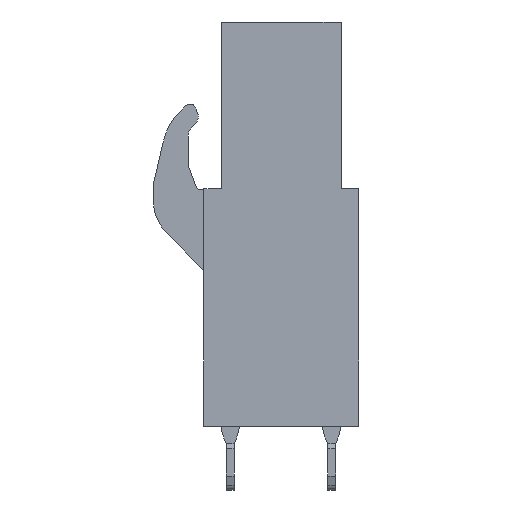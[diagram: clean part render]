
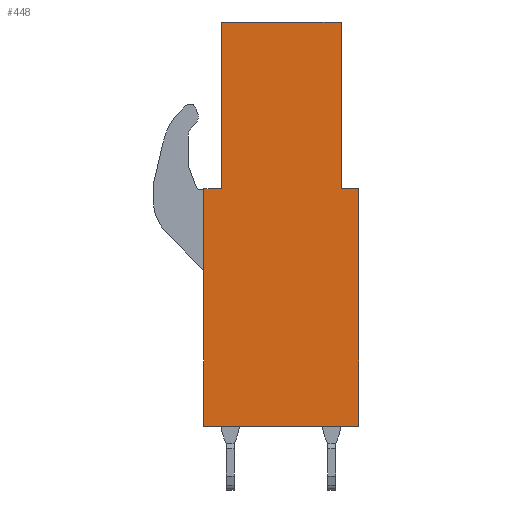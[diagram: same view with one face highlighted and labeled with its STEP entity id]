
A CAD part, left-side view. The second image highlights one B-rep face of the part: STEP entity #448.
In plain terms, the highlighted planar face has unit normal (-1, 0, 0).
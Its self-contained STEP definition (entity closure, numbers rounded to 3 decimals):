
#398=AXIS2_PLACEMENT_3D('Plane Axis2P3D',#395,#396,#397) ;
#36=CARTESIAN_POINT('Line Origine',(0.,3.875,23.45)) ;
#40=CARTESIAN_POINT('Vertex',(0.,0.875,23.45)) ;
#42=CARTESIAN_POINT('Vertex',(0.,6.875,23.45)) ;
#305=CARTESIAN_POINT('Vertex',(0.,7.75,3.2)) ;
#308=CARTESIAN_POINT('Line Origine',(0.,7.75,9.15)) ;
#312=CARTESIAN_POINT('Vertex',(0.,7.75,15.1)) ;
#395=CARTESIAN_POINT('Axis2P3D Location',(0.,0.,0.)) ;
#400=CARTESIAN_POINT('Line Origine',(0.,3.875,3.2)) ;
#404=CARTESIAN_POINT('Vertex',(0.,0.,3.2)) ;
#407=CARTESIAN_POINT('Line Origine',(0.,0.,9.15)) ;
#411=CARTESIAN_POINT('Vertex',(0.,0.,15.1)) ;
#414=CARTESIAN_POINT('Line Origine',(0.,0.438,15.1)) ;
#418=CARTESIAN_POINT('Vertex',(0.,0.875,15.1)) ;
#421=CARTESIAN_POINT('Line Origine',(0.,0.875,19.275)) ;
#426=CARTESIAN_POINT('Line Origine',(0.,6.875,19.275)) ;
#430=CARTESIAN_POINT('Vertex',(0.,6.875,15.1)) ;
#433=CARTESIAN_POINT('Line Origine',(0.,7.313,15.1)) ;
#37=DIRECTION('Vector Direction',(0.,1.,0.)) ;
#309=DIRECTION('Vector Direction',(0.,0.,1.)) ;
#396=DIRECTION('Axis2P3D Direction',(1.,0.,0.)) ;
#397=DIRECTION('Axis2P3D XDirection',(0.,1.,0.)) ;
#401=DIRECTION('Vector Direction',(0.,1.,0.)) ;
#408=DIRECTION('Vector Direction',(0.,0.,1.)) ;
#415=DIRECTION('Vector Direction',(0.,1.,0.)) ;
#422=DIRECTION('Vector Direction',(0.,0.,1.)) ;
#427=DIRECTION('Vector Direction',(0.,0.,1.)) ;
#434=DIRECTION('Vector Direction',(0.,-1.,0.)) ;
#38=VECTOR('Line Direction',#37,1.) ;
#310=VECTOR('Line Direction',#309,1.) ;
#402=VECTOR('Line Direction',#401,1.) ;
#409=VECTOR('Line Direction',#408,1.) ;
#416=VECTOR('Line Direction',#415,1.) ;
#423=VECTOR('Line Direction',#422,1.) ;
#428=VECTOR('Line Direction',#427,1.) ;
#435=VECTOR('Line Direction',#434,1.) ;
#439=ORIENTED_EDGE('',*,*,#314,.F.) ;
#440=ORIENTED_EDGE('',*,*,#406,.F.) ;
#441=ORIENTED_EDGE('',*,*,#413,.T.) ;
#442=ORIENTED_EDGE('',*,*,#420,.F.) ;
#443=ORIENTED_EDGE('',*,*,#425,.F.) ;
#444=ORIENTED_EDGE('',*,*,#44,.T.) ;
#445=ORIENTED_EDGE('',*,*,#432,.F.) ;
#446=ORIENTED_EDGE('',*,*,#437,.F.) ;
#448=ADVANCED_FACE('BLL 5.08/12/180 3.2 SN OR 1630810000',(#447),#399,.F.) ;
#44=EDGE_CURVE('',#41,#43,#39,.T.) ;
#314=EDGE_CURVE('',#306,#313,#311,.T.) ;
#406=EDGE_CURVE('',#405,#306,#403,.T.) ;
#413=EDGE_CURVE('',#405,#412,#410,.T.) ;
#420=EDGE_CURVE('',#419,#412,#417,.F.) ;
#425=EDGE_CURVE('',#41,#419,#424,.F.) ;
#432=EDGE_CURVE('',#431,#43,#429,.T.) ;
#437=EDGE_CURVE('',#313,#431,#436,.T.) ;
#438=EDGE_LOOP('',(#439,#440,#441,#442,#443,#444,#445,#446)) ;
#447=FACE_OUTER_BOUND('',#438,.T.) ;
#39=LINE('Line',#36,#38) ;
#311=LINE('Line',#308,#310) ;
#403=LINE('Line',#400,#402) ;
#410=LINE('Line',#407,#409) ;
#417=LINE('Line',#414,#416) ;
#424=LINE('Line',#421,#423) ;
#429=LINE('Line',#426,#428) ;
#436=LINE('Line',#433,#435) ;
#399=PLANE('',#398) ;
#41=VERTEX_POINT('',#40) ;
#43=VERTEX_POINT('',#42) ;
#306=VERTEX_POINT('',#305) ;
#313=VERTEX_POINT('',#312) ;
#405=VERTEX_POINT('',#404) ;
#412=VERTEX_POINT('',#411) ;
#419=VERTEX_POINT('',#418) ;
#431=VERTEX_POINT('',#430) ;
